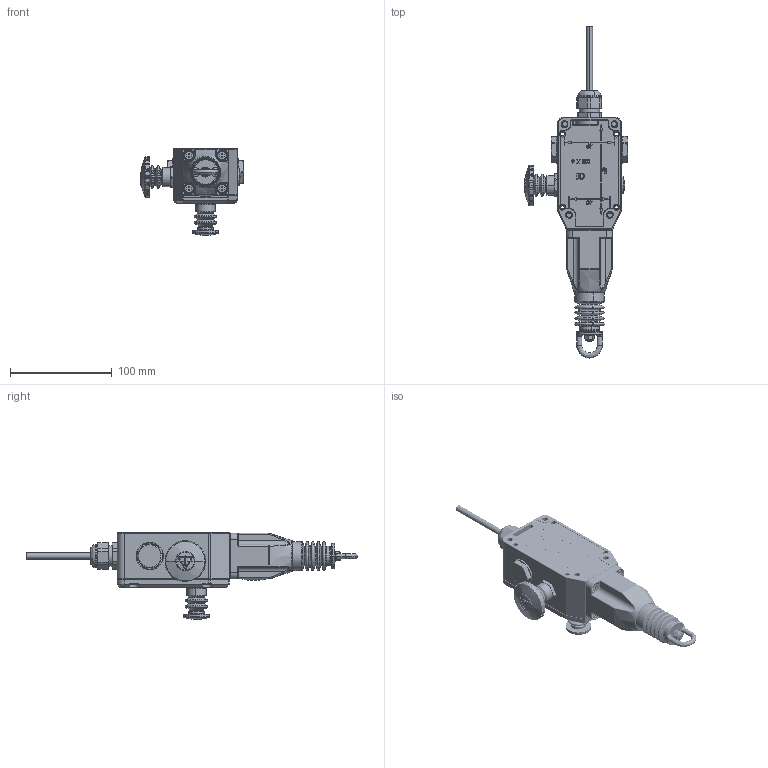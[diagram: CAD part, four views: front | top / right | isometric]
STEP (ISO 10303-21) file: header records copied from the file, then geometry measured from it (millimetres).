
FILE_DESCRIPTION (( 'STEP AP214' ), '1' );
FILE_NAME ('GLS-EX-142030.STEP', '2021-06-09T15:00:13', ( '' ), ( '' ), 'SwSTEP 2.0', 'SolidWorks 2021', '' );
FILE_SCHEMA (( 'AUTOMOTIVE_DESIGN' ));
Length unit declared in the file: inch
Products named in the file (1): GLS-EX-142030
Bounding box: 101.51 x 326.1 x 85.2 mm (x, y, z)
Volume: 219119.9 mm3; surface area: 147190.6 mm2
Topology: 25 solids, 25 shells, 3491 faces, 8310 edges, 4902 vertices
Faces by surface type: cylinder 1240, bspline 1177, plane 822, cone 252
Full cylindrical faces by diameter (mm): 9 x1, 12.5 x1, 15 x2, 20 x2
Entity records: 134436 total; most frequent: CARTESIAN_POINT 60247, ORIENTED_EDGE 16426, DIRECTION 14309, EDGE_CURVE 8213, AXIS2_PLACEMENT_3D 5510, VERTEX_POINT 4902, EDGE_LOOP 3703, FACE_OUTER_BOUND 3497
